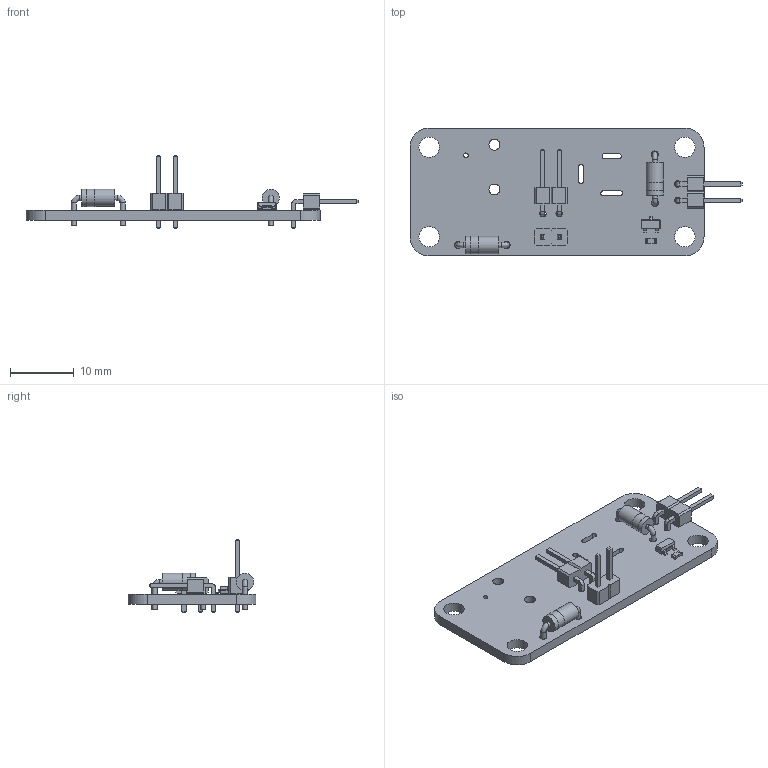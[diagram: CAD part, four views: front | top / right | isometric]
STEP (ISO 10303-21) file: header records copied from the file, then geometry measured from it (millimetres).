
FILE_DESCRIPTION(('KiCad electronic assembly'),'2;1');
FILE_NAME('hand_pnp.step','2019-11-28T17:25:05',('An Author'),( 'A Company'),'Open CASCADE STEP processor 6.9', 'KiCad to STEP converter','Unknown');
FILE_SCHEMA(('AUTOMOTIVE_DESIGN { 1 0 10303 214 1 1 1 1 }'));
Length unit declared in the file: millimetre
Products named in the file (12): Open CASCADE STEP translator 6.9 1; PinHeader_1x02_P2.54mm_Vertical; SOLID; D_DO-41_SOD81_P7.62mm_Horizontal; SOT-23; PinHeader_1x02_P2.54mm_Horizontal; R_0603_1608Metric; COMPOUND
Assembly tree (13 placements, depth 3):
  Open CASCADE STEP translator 6.9 1
    PinHeader_1x02_P2.54mm_Vertical
      SOLID
    D_DO-41_SOD81_P7.62mm_Horizontal  x2
      SOLID
    SOT-23
      SOLID
    PinHeader_1x02_P2.54mm_Horizontal  x2
      SOLID
    R_0603_1608Metric
      SOLID
    COMPOUND
Bounding box: 51.94 x 20 x 11.54 mm (x, y, z)
Volume: 1573 mm3; surface area: 2634.7 mm2
Topology: 8 solids, 8 shells, 339 faces, 807 edges, 504 vertices
Faces by surface type: plane 243, cylinder 65, bspline 27, torus 4
Full cylindrical faces by diameter (mm): 0.7 x1, 0.8 x8, 1 x6, 1.1 x4, 1.7 x2, 2.7 x4, 2.72 x2, 3.2 x4
Entity records: 18127 total; most frequent: CARTESIAN_POINT 3328, DIRECTION 2391, LINE 1625, VECTOR 1625, ORIENTED_EDGE 1288, PCURVE 1288, DEFINITIONAL_REPRESENTATION 1288, EDGE_CURVE 644
